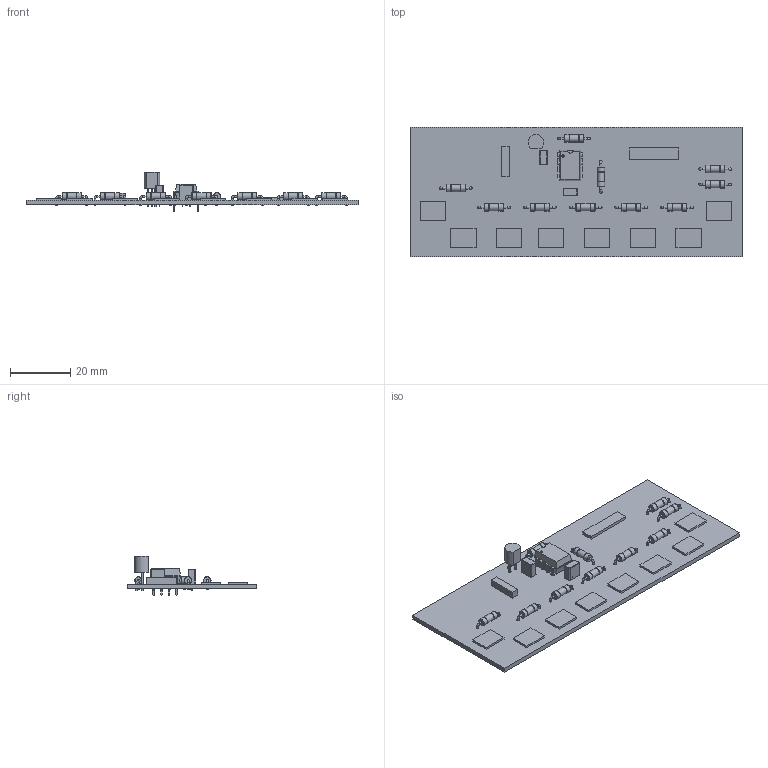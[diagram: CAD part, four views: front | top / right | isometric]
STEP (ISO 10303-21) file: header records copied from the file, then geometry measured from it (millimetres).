
FILE_DESCRIPTION(/* description */ (''),/* implementation_level */ '2;1');
FILE_NAME(/* name */ '2ef0e709-e5b7-4acb-a64a-5a8ad3f74239.stp',/* time_stamp */ '2018-12-07T19:07:23+00:00',/* author */ (''),/* organization */ (''),/* preprocessor_version */ 'ST-DEVELOPER v17.2',/* originating_system */ 'Autodesk Translation Framework v7.6.0.251',/* authorisation */ '');
FILE_SCHEMA (('AUTOMOTIVE_DESIGN { 1 0 10303 214 3 1 1 }'));
Length unit declared in the file: millimetre
Products named in the file (10): 2ef0e709-e5b7-4acb-a64a-5a8ad3f74239; PCB Component; Board; 100nF; NE555N; 1K; MOMENTARY-SWITCH-SPST-PTH-6.0MM; AT-1220-TT-3V-2-R; 3V; 2N2222
Assembly tree (26 placements, depth 3):
  2ef0e709-e5b7-4acb-a64a-5a8ad3f74239
    PCB Component
      Board
      100nF  x2
      NE555N
      1K  x10
      MOMENTARY-SWITCH-SPST-PTH-6.0MM  x8
      AT-1220-TT-3V-2-R
      3V
      2N2222
Bounding box: 110.49 x 43.18 x 13.01 mm (x, y, z)
Volume: 8730.5 mm3; surface area: 13134.7 mm2
Topology: 25 solids, 25 shells, 541 faces, 1427 edges, 968 vertices
Faces by surface type: plane 300, cylinder 161, torus 80
Full cylindrical faces by diameter (mm): 0.6 x40, 0.762 x1, 0.8 x1, 0.813 x35, 1.016 x34, 2 x2, 2.375 x10, 2.5 x20
Entity records: 10121 total; most frequent: DIRECTION 1648, CARTESIAN_POINT 1608, ORIENTED_EDGE 1546, EDGE_CURVE 773, LINE 558, VECTOR 558, AXIS2_PLACEMENT_3D 545, VERTEX_POINT 505
